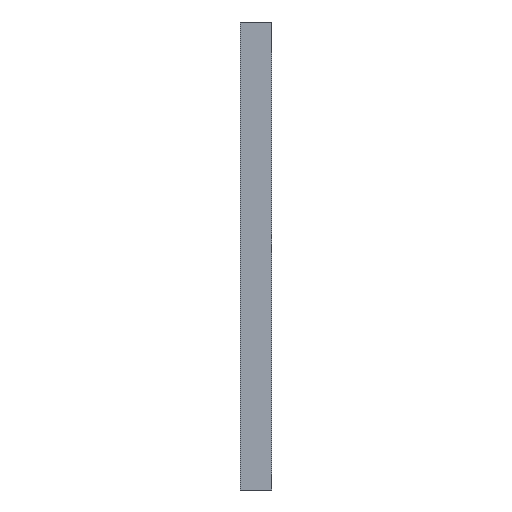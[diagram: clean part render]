
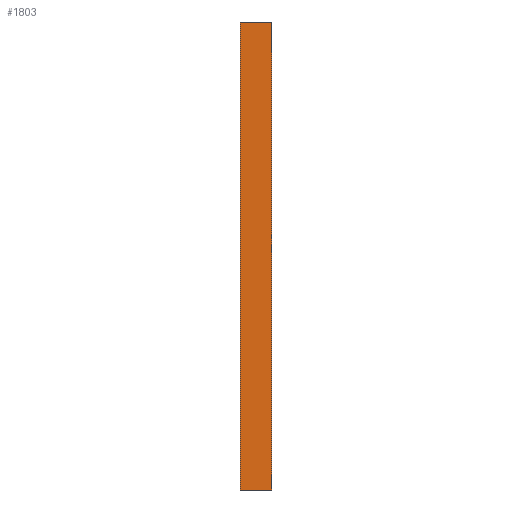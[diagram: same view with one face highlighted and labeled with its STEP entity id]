
A CAD part, left-side view. The second image highlights one B-rep face of the part: STEP entity #1803.
In plain terms, the highlighted planar face has unit normal (-1, 0, 0).
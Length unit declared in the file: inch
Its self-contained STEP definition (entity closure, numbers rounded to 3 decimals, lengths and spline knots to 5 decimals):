
#36 = CARTESIAN_POINT ( 'NONE',  ( -7.45, 0., 7.45 ) ) ;
#54 = DIRECTION ( 'NONE',  ( 0., 1., 0. ) ) ;
#65 = EDGE_LOOP ( 'NONE', ( #378, #791, #1092, #1531 ) ) ;
#156 = VECTOR ( 'NONE', #1767, 39.37008 ) ;
#319 = CARTESIAN_POINT ( 'NONE',  ( -7.45, -1., -7.45 ) ) ;
#370 = VERTEX_POINT ( 'NONE', #36 ) ;
#378 = ORIENTED_EDGE ( 'NONE', *, *, #1308, .F. ) ;
#400 = EDGE_CURVE ( 'NONE', #1193, #1822, #1747, .T. ) ;
#600 = VECTOR ( 'NONE', #54, 39.37008 ) ;
#619 = DIRECTION ( 'NONE',  ( 0., 1., 0. ) ) ;
#665 = VECTOR ( 'NONE', #1762, 39.37008 ) ;
#689 = PLANE ( 'NONE',  #1060 ) ;
#791 = ORIENTED_EDGE ( 'NONE', *, *, #1165, .F. ) ;
#833 = CARTESIAN_POINT ( 'NONE',  ( -7.45, 0., -7.45 ) ) ;
#1060 = AXIS2_PLACEMENT_3D ( 'NONE', #1902, #1118, #1878 ) ;
#1092 = ORIENTED_EDGE ( 'NONE', *, *, #400, .T. ) ;
#1118 = DIRECTION ( 'NONE',  ( -1., 0., 0. ) ) ;
#1120 = CARTESIAN_POINT ( 'NONE',  ( -7.45, -1., -7.45 ) ) ;
#1165 = EDGE_CURVE ( 'NONE', #1193, #1583, #1755, .T. ) ;
#1171 = CARTESIAN_POINT ( 'NONE',  ( -7.45, 0., -7.45 ) ) ;
#1193 = VERTEX_POINT ( 'NONE', #1120 ) ;
#1225 = FACE_OUTER_BOUND ( 'NONE', #65, .T. ) ;
#1262 = CARTESIAN_POINT ( 'NONE',  ( -7.45, -1., 7.45 ) ) ;
#1308 = EDGE_CURVE ( 'NONE', #1583, #370, #1741, .T. ) ;
#1439 = VECTOR ( 'NONE', #619, 39.37008 ) ;
#1531 = ORIENTED_EDGE ( 'NONE', *, *, #1997, .T. ) ;
#1555 = LINE ( 'NONE', #1957, #600 ) ;
#1583 = VERTEX_POINT ( 'NONE', #1171 ) ;
#1730 = CARTESIAN_POINT ( 'NONE',  ( -7.45, -1., -7.45 ) ) ;
#1741 = LINE ( 'NONE', #833, #665 ) ;
#1747 = LINE ( 'NONE', #1730, #156 ) ;
#1755 = LINE ( 'NONE', #319, #1439 ) ;
#1762 = DIRECTION ( 'NONE',  ( 0., 0., 1. ) ) ;
#1767 = DIRECTION ( 'NONE',  ( 0., 0., 1. ) ) ;
#1803 = ADVANCED_FACE ( 'NONE', ( #1225 ), #689, .T. ) ;
#1822 = VERTEX_POINT ( 'NONE', #1262 ) ;
#1878 = DIRECTION ( 'NONE',  ( 0., 0., 1. ) ) ;
#1902 = CARTESIAN_POINT ( 'NONE',  ( -7.45, -1., -7.45 ) ) ;
#1957 = CARTESIAN_POINT ( 'NONE',  ( -7.45, -1., 7.45 ) ) ;
#1997 = EDGE_CURVE ( 'NONE', #1822, #370, #1555, .T. ) ;
